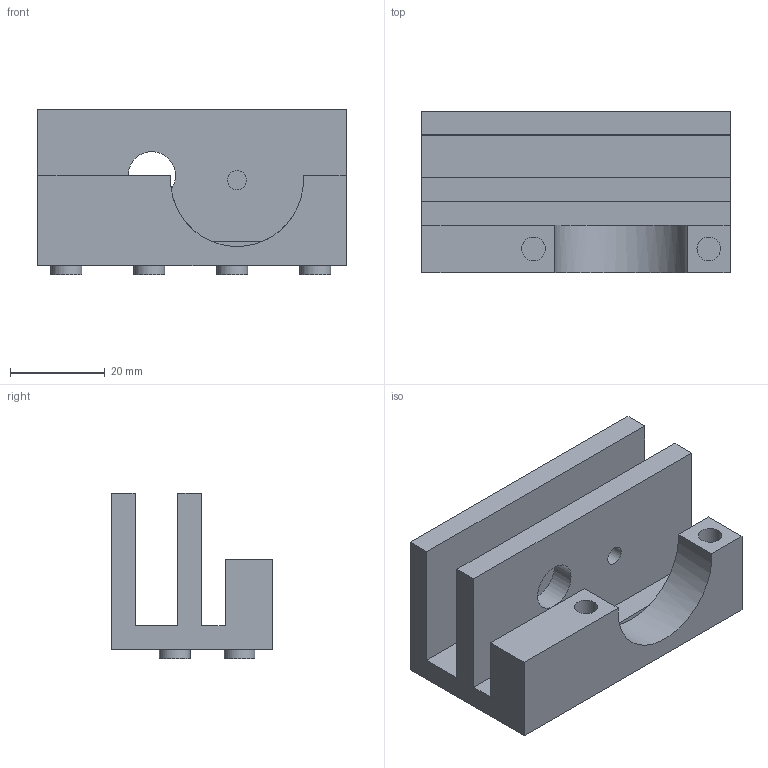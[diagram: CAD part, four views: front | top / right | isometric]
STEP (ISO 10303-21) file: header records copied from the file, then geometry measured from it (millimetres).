
FILE_DESCRIPTION(/* description */ (''),/* implementation_level */ '2;1');
FILE_NAME(/* name */ 'gear box v2.step',/* time_stamp */ '2025-05-21T10:58:43-07:00',/* author */ (''),/* organization */ (''),/* preprocessor_version */ 'ST-DEVELOPER v20.1',/* originating_system */ 'Autodesk Translation Framework v14.10.0.0',/* authorisation */ '');
FILE_SCHEMA (('AUTOMOTIVE_DESIGN { 1 0 10303 214 3 1 1 }'));
Length unit declared in the file: millimetre
Products named in the file (1): gear box
Bounding box: 65 x 34 x 35 mm (x, y, z)
Volume: 34281.5 mm3; surface area: 15551.4 mm2
Topology: 1 solids, 1 shells, 41 faces, 85 edges, 56 vertices
Faces by surface type: plane 27, cylinder 14
Full cylindrical faces by diameter (mm): 4 x1, 5 x2, 6.5 x8, 10 x2
Entity records: 1138 total; most frequent: DIRECTION 199, CARTESIAN_POINT 183, ORIENTED_EDGE 170, EDGE_CURVE 85, AXIS2_PLACEMENT_3D 72, EDGE_LOOP 57, VERTEX_POINT 56, LINE 55
